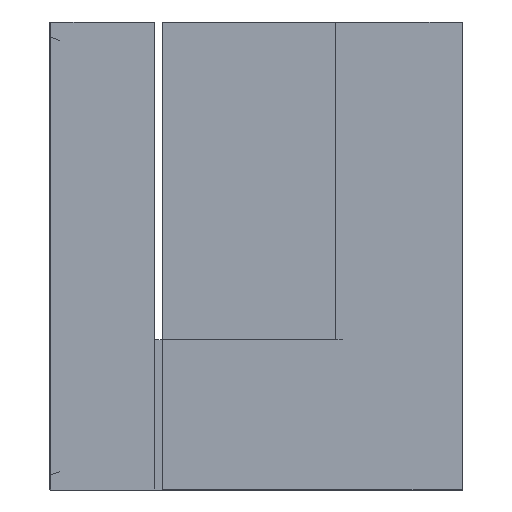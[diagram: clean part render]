
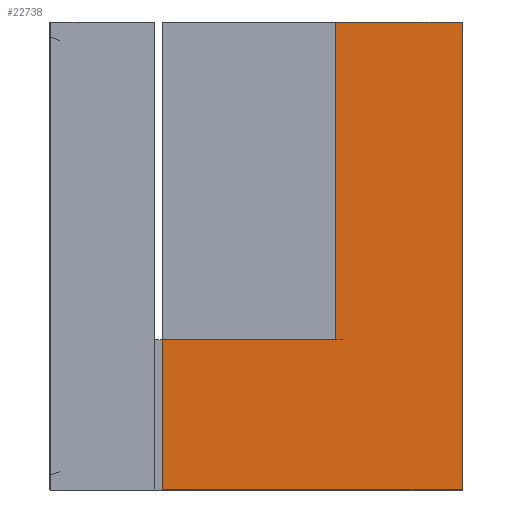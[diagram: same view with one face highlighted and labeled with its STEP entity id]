
A CAD part, left-side view. The second image highlights one B-rep face of the part: STEP entity #22738.
In plain terms, the highlighted planar face has unit normal (-1, 0, 0).
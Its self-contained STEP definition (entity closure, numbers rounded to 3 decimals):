
#140 = VERTEX_POINT ( 'NONE', #5090 ) ;
#1758 = CARTESIAN_POINT ( 'NONE',  ( 2., 0., 0. ) ) ;
#2096 = LINE ( 'NONE', #13122, #20511 ) ;
#2705 = VECTOR ( 'NONE', #9708, 1000. ) ;
#3138 = CARTESIAN_POINT ( 'NONE',  ( 2., 126., -319. ) ) ;
#3754 = EDGE_CURVE ( 'NONE', #140, #9088, #9190, .T. ) ;
#5090 = CARTESIAN_POINT ( 'NONE',  ( 2., -1., -470. ) ) ;
#5211 = DIRECTION ( 'NONE',  ( 0., 0., -1. ) ) ;
#7356 = CARTESIAN_POINT ( 'NONE',  ( 2., 300., -319. ) ) ;
#8747 = CARTESIAN_POINT ( 'NONE',  ( 2., 300., -319. ) ) ;
#9088 = VERTEX_POINT ( 'NONE', #19296 ) ;
#9190 = LINE ( 'NONE', #20181, #18590 ) ;
#9708 = DIRECTION ( 'NONE',  ( 0., 1., 0. ) ) ;
#10289 = CARTESIAN_POINT ( 'NONE',  ( 2., 126., 0. ) ) ;
#11893 = LINE ( 'NONE', #22876, #31453 ) ;
#12017 = EDGE_CURVE ( 'NONE', #32527, #140, #2096, .T. ) ;
#12317 = ORIENTED_EDGE ( 'NONE', *, *, #26505, .T. ) ;
#12782 = DIRECTION ( 'NONE',  ( -1., 0., 0. ) ) ;
#13122 = CARTESIAN_POINT ( 'NONE',  ( 2., 300., -470. ) ) ;
#13176 = CARTESIAN_POINT ( 'NONE',  ( 2., 300., -470. ) ) ;
#14570 = VECTOR ( 'NONE', #5211, 1000. ) ;
#15490 = FACE_OUTER_BOUND ( 'NONE', #24192, .T. ) ;
#18590 = VECTOR ( 'NONE', #31115, 1000. ) ;
#18943 = LINE ( 'NONE', #29892, #14570 ) ;
#19296 = CARTESIAN_POINT ( 'NONE',  ( 2., -1., 0. ) ) ;
#19380 = ORIENTED_EDGE ( 'NONE', *, *, #29510, .T. ) ;
#19674 = VERTEX_POINT ( 'NONE', #3138 ) ;
#19745 = DIRECTION ( 'NONE',  ( 0., 0., -1. ) ) ;
#20181 = CARTESIAN_POINT ( 'NONE',  ( 2., -1., -470. ) ) ;
#20511 = VECTOR ( 'NONE', #24102, 1000. ) ;
#21057 = ORIENTED_EDGE ( 'NONE', *, *, #32836, .T. ) ;
#22738 = ADVANCED_FACE ( 'NONE', ( #15490 ), #26464, .T. ) ;
#22876 = CARTESIAN_POINT ( 'NONE',  ( 2., 126., -319. ) ) ;
#23391 = LINE ( 'NONE', #34273, #2705 ) ;
#23767 = DIRECTION ( 'NONE',  ( 0., 0., 1. ) ) ;
#24102 = DIRECTION ( 'NONE',  ( 0., -1., 0. ) ) ;
#24192 = EDGE_LOOP ( 'NONE', ( #19380, #30242, #30715, #21057, #12317, #24417 ) ) ;
#24261 = AXIS2_PLACEMENT_3D ( 'NONE', #1758, #12782, #23767 ) ;
#24417 = ORIENTED_EDGE ( 'NONE', *, *, #33263, .T. ) ;
#26464 = PLANE ( 'NONE',  #24261 ) ;
#26505 = EDGE_CURVE ( 'NONE', #32481, #19674, #18943, .T. ) ;
#29510 = EDGE_CURVE ( 'NONE', #35115, #32527, #33333, .T. ) ;
#29606 = VECTOR ( 'NONE', #19745, 1000. ) ;
#29892 = CARTESIAN_POINT ( 'NONE',  ( 2., 126., 0. ) ) ;
#30242 = ORIENTED_EDGE ( 'NONE', *, *, #12017, .T. ) ;
#30715 = ORIENTED_EDGE ( 'NONE', *, *, #3754, .T. ) ;
#31115 = DIRECTION ( 'NONE',  ( 0., 0., 1. ) ) ;
#31453 = VECTOR ( 'NONE', #33761, 1000. ) ;
#32481 = VERTEX_POINT ( 'NONE', #10289 ) ;
#32527 = VERTEX_POINT ( 'NONE', #13176 ) ;
#32836 = EDGE_CURVE ( 'NONE', #9088, #32481, #23391, .T. ) ;
#33263 = EDGE_CURVE ( 'NONE', #19674, #35115, #11893, .T. ) ;
#33333 = LINE ( 'NONE', #8747, #29606 ) ;
#33761 = DIRECTION ( 'NONE',  ( 0., 1., 0. ) ) ;
#34273 = CARTESIAN_POINT ( 'NONE',  ( 2., -1., 0. ) ) ;
#35115 = VERTEX_POINT ( 'NONE', #7356 ) ;
